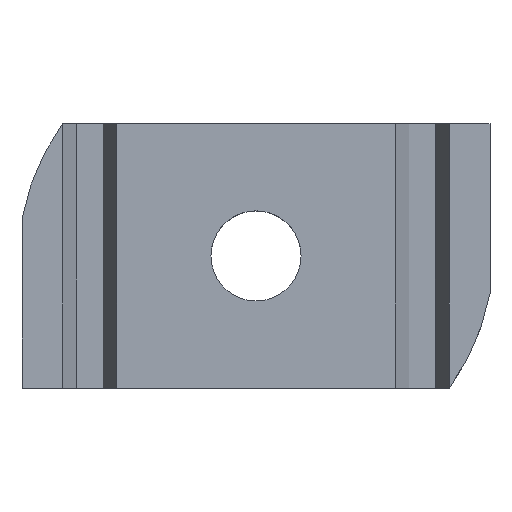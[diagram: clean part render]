
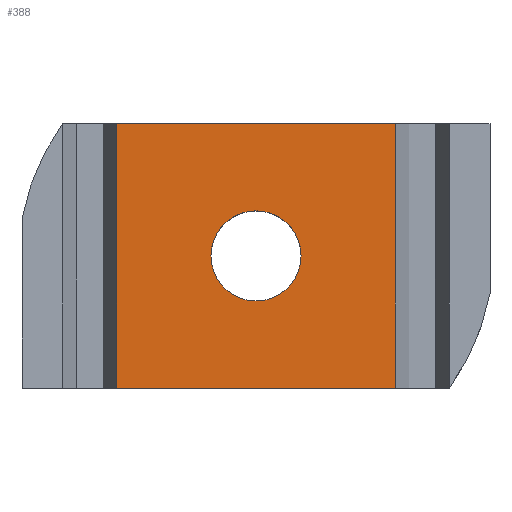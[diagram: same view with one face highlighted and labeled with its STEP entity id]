
A CAD part, top view. The second image highlights one B-rep face of the part: STEP entity #388.
In plain terms, the highlighted planar face has unit normal (0, 0, 1).
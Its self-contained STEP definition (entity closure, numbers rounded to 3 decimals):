
#84=CARTESIAN_POINT('',(3.324,0.0,0.0));
#85=VERTEX_POINT('',#84);
#86=CARTESIAN_POINT('',(0.0,0.0,0.0));
#87=DIRECTION('',(0.0,0.0,-1.0));
#88=DIRECTION('',(1.0,0.0,0.0));
#89=AXIS2_PLACEMENT_3D('',#86,#87,#88);
#90=CIRCLE('',#89,3.324);
#91=EDGE_CURVE('',#85,#85,#90,.T.);
#103=CARTESIAN_POINT('',(10.25,-9.75,0.0));
#104=VERTEX_POINT('',#103);
#119=CARTESIAN_POINT('',(10.25,9.75,0.0));
#120=VERTEX_POINT('',#119);
#127=CARTESIAN_POINT('',(10.25,-9.75,0.));
#128=DIRECTION('',(0.0,1.0,0.0));
#129=VECTOR('',#128,19.5);
#130=LINE('',#127,#129);
#131=EDGE_CURVE('',#104,#120,#130,.T.);
#243=CARTESIAN_POINT('',(-10.25,-9.75,0.0));
#244=VERTEX_POINT('',#243);
#253=CARTESIAN_POINT('',(-10.25,9.75,0.0));
#254=VERTEX_POINT('',#253);
#255=CARTESIAN_POINT('',(-10.25,9.75,0.0));
#256=DIRECTION('',(0.0,-1.0,0.0));
#257=VECTOR('',#256,19.5);
#258=LINE('',#255,#257);
#259=EDGE_CURVE('',#254,#244,#258,.T.);
#364=CARTESIAN_POINT('',(0.,0.,0.0));
#365=DIRECTION('',(0.0,0.0,1.0));
#366=DIRECTION('',(1.0,0.0,0.0));
#367=AXIS2_PLACEMENT_3D('',#364,#365,#366);
#368=PLANE('',#367);
#369=ORIENTED_EDGE('',*,*,#131,.T.);
#370=CARTESIAN_POINT('',(10.25,9.75,0.0));
#371=DIRECTION('',(-1.0,0.0,0.0));
#372=VECTOR('',#371,20.5);
#373=LINE('',#370,#372);
#374=EDGE_CURVE('',#120,#254,#373,.T.);
#375=ORIENTED_EDGE('',*,*,#374,.T.);
#376=ORIENTED_EDGE('',*,*,#259,.T.);
#377=CARTESIAN_POINT('',(-10.25,-9.75,0.0));
#378=DIRECTION('',(1.0,0.0,0.0));
#379=VECTOR('',#378,20.5);
#380=LINE('',#377,#379);
#381=EDGE_CURVE('',#244,#104,#380,.T.);
#382=ORIENTED_EDGE('',*,*,#381,.T.);
#383=EDGE_LOOP('',(#369,#375,#376,#382));
#384=FACE_OUTER_BOUND('',#383,.T.);
#385=ORIENTED_EDGE('',*,*,#91,.T.);
#386=EDGE_LOOP('',(#385));
#387=FACE_BOUND('',#386,.T.);
#388=ADVANCED_FACE('',(#384,#387),#368,.T.);
